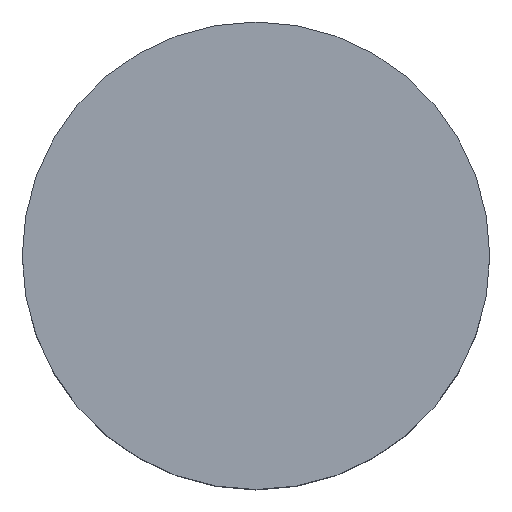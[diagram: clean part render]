
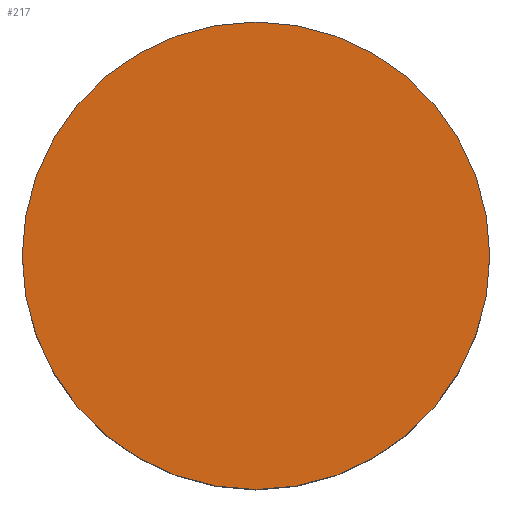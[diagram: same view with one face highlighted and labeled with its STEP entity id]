
A CAD part, top view. The second image highlights one B-rep face of the part: STEP entity #217.
In plain terms, the highlighted planar face has unit normal (0, 0, 1).
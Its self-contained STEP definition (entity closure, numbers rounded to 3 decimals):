
#2 = DIRECTION ( 'NONE',  ( 1., 0., 0. ) ) ;
#18 = PLANE ( 'NONE',  #215 ) ;
#27 = EDGE_CURVE ( 'NONE', #133, #241, #78, .T. ) ;
#43 = DIRECTION ( 'NONE',  ( 1., 0., 0. ) ) ;
#59 = DIRECTION ( 'NONE',  ( 0., 0., 1. ) ) ;
#61 = EDGE_CURVE ( 'NONE', #241, #133, #316, .T. ) ;
#78 = CIRCLE ( 'NONE', #102, 3. ) ;
#98 = DIRECTION ( 'NONE',  ( 0., 0., 1. ) ) ;
#102 = AXIS2_PLACEMENT_3D ( 'NONE', #343, #98, #43 ) ;
#104 = ORIENTED_EDGE ( 'NONE', *, *, #61, .T. ) ;
#119 = AXIS2_PLACEMENT_3D ( 'NONE', #121, #59, #2 ) ;
#121 = CARTESIAN_POINT ( 'NONE',  ( 0., 0., 0. ) ) ;
#129 = FACE_OUTER_BOUND ( 'NONE', #200, .T. ) ;
#133 = VERTEX_POINT ( 'NONE', #193 ) ;
#166 = ORIENTED_EDGE ( 'NONE', *, *, #27, .T. ) ;
#190 = CARTESIAN_POINT ( 'NONE',  ( 0., 0., 0. ) ) ;
#193 = CARTESIAN_POINT ( 'NONE',  ( 3., 0., 0. ) ) ;
#200 = EDGE_LOOP ( 'NONE', ( #166, #104 ) ) ;
#215 = AXIS2_PLACEMENT_3D ( 'NONE', #190, #275, #300 ) ;
#217 = ADVANCED_FACE ( 'NONE', ( #129 ), #18, .T. ) ;
#219 = CARTESIAN_POINT ( 'NONE',  ( -3., 0., 0. ) ) ;
#241 = VERTEX_POINT ( 'NONE', #219 ) ;
#275 = DIRECTION ( 'NONE',  ( 0., 0., 1. ) ) ;
#300 = DIRECTION ( 'NONE',  ( 1., 0., 0. ) ) ;
#316 = CIRCLE ( 'NONE', #119, 3. ) ;
#343 = CARTESIAN_POINT ( 'NONE',  ( 0., 0., 0. ) ) ;
